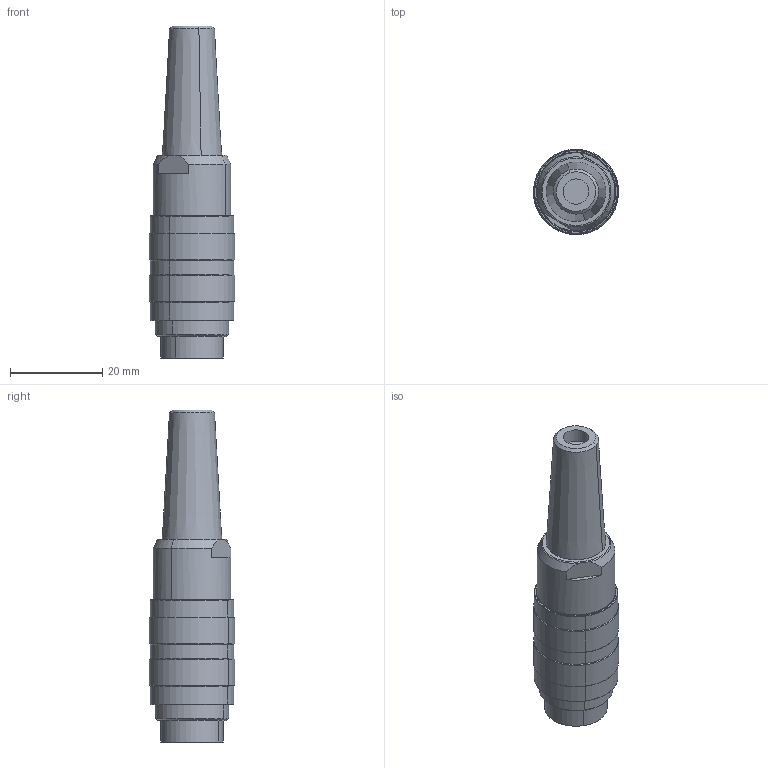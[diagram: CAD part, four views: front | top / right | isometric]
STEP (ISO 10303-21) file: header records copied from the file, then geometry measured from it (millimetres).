
FILE_DESCRIPTION(('CATIA V5 STEP Exchange','CAx-IF Rec.Pracs.--- Model Styling and Organization---1.4--- 2014-01-23'),'2;1');
FILE_NAME ('374135-1_1', '2019-12-13T06:16:00+00:00', ('none'), ('Weidmueller'), 'CATIA Version 5-6 Release 2016 SP3 HF44', 'CATIA V5 STEP AP214', 'none');
FILE_SCHEMA(('AUTOMOTIVE_DESIGN { 1 0 10303 214 1 1 1 1 }'));
Length unit declared in the file: millimetre
Products named in the file (1): 1548810000
Bounding box: 18.49 x 18.49 x 72 mm (x, y, z)
Volume: 12313.1 mm3; surface area: 5141.2 mm2
Topology: 2 solids, 2 shells, 135 faces, 348 edges, 189 vertices
Faces by surface type: cylinder 58, cone 26, sphere 24, plane 23, torus 4
Entity records: 4091 total; most frequent: CARTESIAN_POINT 1192, ORIENTED_EDGE 600, DIRECTION 513, EDGE_CURVE 300, AXIS2_PLACEMENT_3D 274, VERTEX_POINT 189, EDGE_LOOP 155, CIRCLE 142
